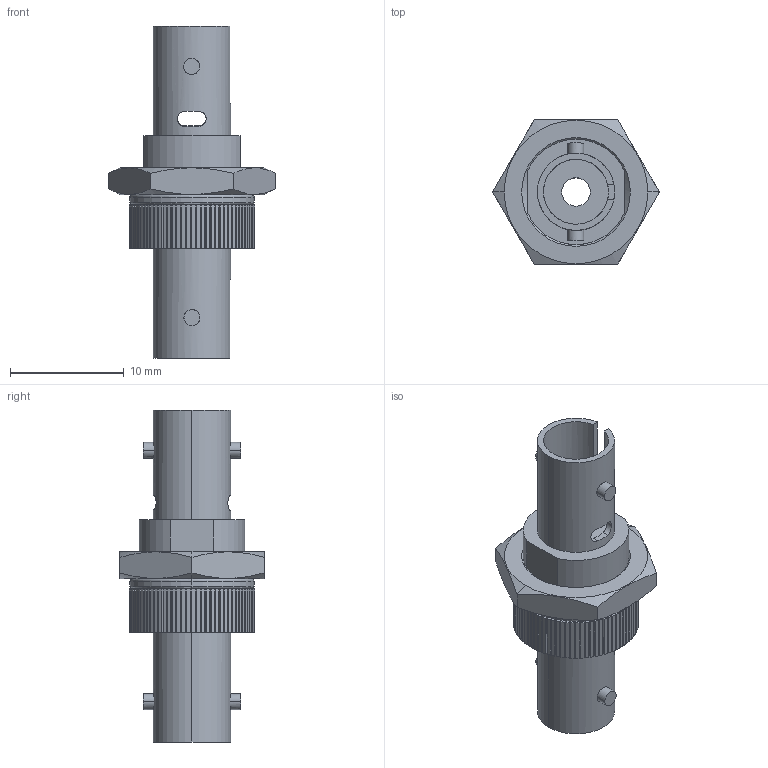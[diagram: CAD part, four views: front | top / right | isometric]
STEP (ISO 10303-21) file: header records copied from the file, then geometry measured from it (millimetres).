
FILE_DESCRIPTION (( 'STEP AP203' ), '1' );
FILE_NAME ('112363.stp', '2018-02-13T21:58:09', ( '' ), ( '' ), 'SwSTEP 2.0', 'SolidWorks 2012', '' );
FILE_SCHEMA (( 'CONFIG_CONTROL_DESIGN' ));
Length unit declared in the file: centimetre
Products named in the file (1): 112363
Bounding box: 14.66 x 12.7 x 29.21 mm (x, y, z)
Volume: 1104 mm3; surface area: 1588.5 mm2
Topology: 1 solids, 1 shells, 394 faces, 1141 edges, 758 vertices
Faces by surface type: plane 275, cylinder 109, cone 6, bspline 4
Entity records: 13435 total; most frequent: CARTESIAN_POINT 2829, ORIENTED_EDGE 2282, DIRECTION 2111, EDGE_CURVE 1141, VECTOR 873, LINE 873, VERTEX_POINT 758, AXIS2_PLACEMENT_3D 619
